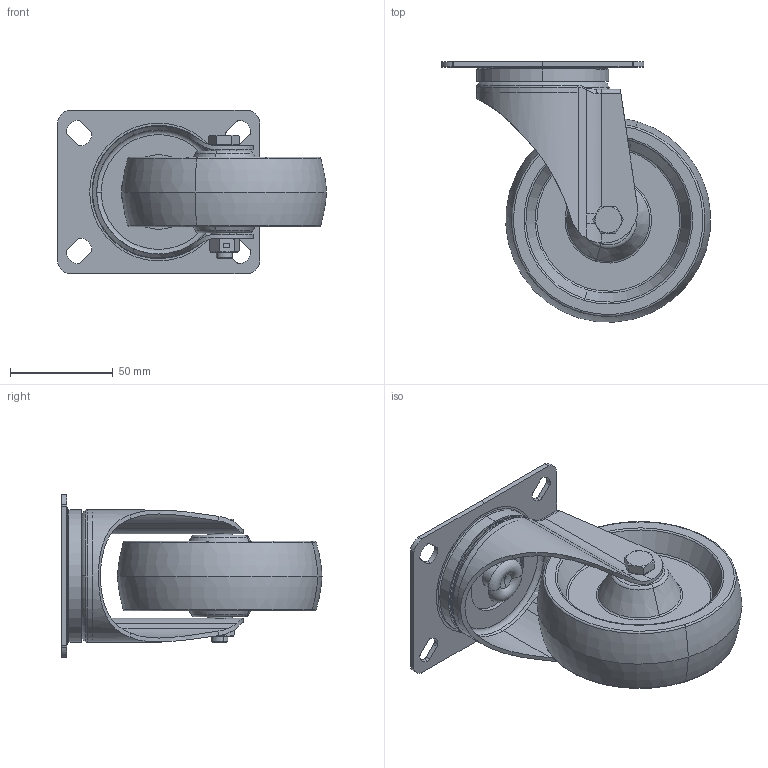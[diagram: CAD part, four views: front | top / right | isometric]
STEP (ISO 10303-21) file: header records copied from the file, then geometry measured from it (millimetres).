
FILE_DESCRIPTION (( 'STEP AP214' ), '1' );
FILE_NAME ('0030245_L-IT-HDK-100-G-3.STEP', '2017-03-02T14:00:49', ( '' ), ( '' ), 'SwSTEP 2.0', 'SolidWorks 2016', '' );
FILE_SCHEMA (( 'AUTOMOTIVE_DESIGN' ));
Length unit declared in the file: millimetre
Products named in the file (1): 0030245_L-IT-HDK-100-G-3
Bounding box: 131.27 x 126.91 x 80 mm (x, y, z)
Surface area: 78394.9 mm2 (no closed solid volume)
Topology: 0 solids, 13 shells, 302 faces, 739 edges, 460 vertices
Faces by surface type: plane 88, cylinder 87, torus 71, cone 44, bspline 12
Entity records: 13645 total; most frequent: CARTESIAN_POINT 3049, DIRECTION 1615, ORIENTED_EDGE 1436, EDGE_CURVE 737, AXIS2_PLACEMENT_3D 682, VERTEX_POINT 460, CIRCLE 391, EDGE_LOOP 336
